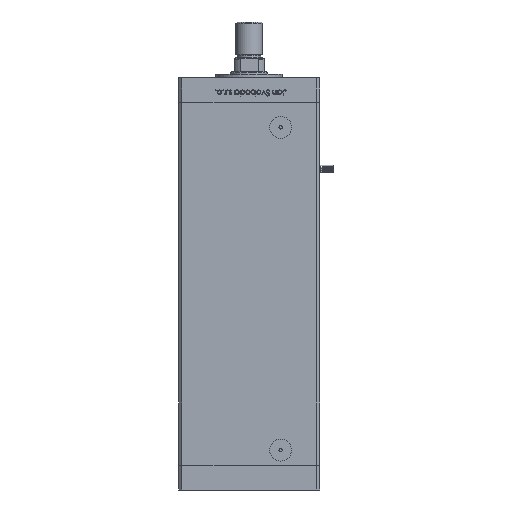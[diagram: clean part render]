
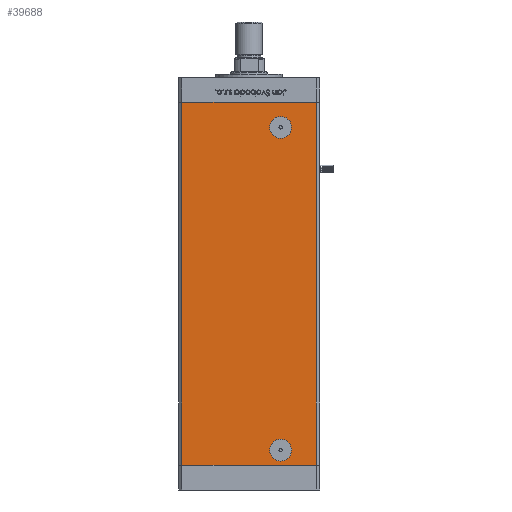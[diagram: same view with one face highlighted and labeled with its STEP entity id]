
A CAD part, front view. The second image highlights one B-rep face of the part: STEP entity #39688.
In plain terms, the highlighted planar face has unit normal (0, -1, 0).
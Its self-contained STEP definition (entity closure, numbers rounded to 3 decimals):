
#598 = EDGE_CURVE ( 'NONE', #39918, #25948, #44225, .T. ) ;
#673 = CARTESIAN_POINT ( 'NONE',  ( 19., -37.5, 9. ) ) ;
#748 = DIRECTION ( 'NONE',  ( 0., -1., 0. ) ) ;
#2731 = VERTEX_POINT ( 'NONE', #19365 ) ;
#4280 = VECTOR ( 'NONE', #46928, 1000. ) ;
#4676 = DIRECTION ( 'NONE',  ( 0., 0., -1. ) ) ;
#5067 = DIRECTION ( 'NONE',  ( 1., 0., 0. ) ) ;
#6268 = LINE ( 'NONE', #7101, #45537 ) ;
#6892 = VERTEX_POINT ( 'NONE', #28037 ) ;
#7101 = CARTESIAN_POINT ( 'NONE',  ( -40.5, -37.5, 218.5 ) ) ;
#7626 = AXIS2_PLACEMENT_3D ( 'NONE', #55367, #748, #4676 ) ;
#8145 = EDGE_CURVE ( 'NONE', #18844, #23315, #31885, .T. ) ;
#8834 = CARTESIAN_POINT ( 'NONE',  ( -40.5, -37.5, 0. ) ) ;
#9878 = CIRCLE ( 'NONE', #45854, 6.58 ) ;
#12418 = LINE ( 'NONE', #30402, #43878 ) ;
#13969 = FACE_OUTER_BOUND ( 'NONE', #53466, .T. ) ;
#15469 = AXIS2_PLACEMENT_3D ( 'NONE', #16048, #41939, #25590 ) ;
#15826 = VERTEX_POINT ( 'NONE', #25692 ) ;
#16048 = CARTESIAN_POINT ( 'NONE',  ( 19., -37.5, 203.5 ) ) ;
#17630 = FACE_BOUND ( 'NONE', #19024, .T. ) ;
#18762 = EDGE_CURVE ( 'NONE', #28499, #6892, #30856, .T. ) ;
#18844 = VERTEX_POINT ( 'NONE', #35631 ) ;
#19024 = EDGE_LOOP ( 'NONE', ( #23497, #53345 ) ) ;
#19271 = DIRECTION ( 'NONE',  ( 0., 1., 0. ) ) ;
#19359 = VECTOR ( 'NONE', #53955, 1000. ) ;
#19365 = CARTESIAN_POINT ( 'NONE',  ( 40.5, -37.5, 218.5 ) ) ;
#19493 = ORIENTED_EDGE ( 'NONE', *, *, #39093, .F. ) ;
#19775 = ORIENTED_EDGE ( 'NONE', *, *, #8145, .F. ) ;
#22178 = CARTESIAN_POINT ( 'NONE',  ( 19., -37.5, 210.08 ) ) ;
#22693 = CARTESIAN_POINT ( 'NONE',  ( -40.5, -37.5, 218.5 ) ) ;
#23315 = VERTEX_POINT ( 'NONE', #44041 ) ;
#23497 = ORIENTED_EDGE ( 'NONE', *, *, #598, .T. ) ;
#23983 = EDGE_LOOP ( 'NONE', ( #19493, #19775 ) ) ;
#24172 = EDGE_CURVE ( 'NONE', #25948, #39918, #46811, .T. ) ;
#25590 = DIRECTION ( 'NONE',  ( 0., 0., -1. ) ) ;
#25692 = CARTESIAN_POINT ( 'NONE',  ( -40.5, -37.5, 218.5 ) ) ;
#25948 = VERTEX_POINT ( 'NONE', #22178 ) ;
#26258 = EDGE_CURVE ( 'NONE', #15826, #28499, #6268, .T. ) ;
#28037 = CARTESIAN_POINT ( 'NONE',  ( 40.5, -37.5, 0. ) ) ;
#28499 = VERTEX_POINT ( 'NONE', #8834 ) ;
#28802 = ORIENTED_EDGE ( 'NONE', *, *, #18762, .T. ) ;
#29734 = ORIENTED_EDGE ( 'NONE', *, *, #53723, .F. ) ;
#30233 = CARTESIAN_POINT ( 'NONE',  ( 19., -37.5, 196.92 ) ) ;
#30302 = PLANE ( 'NONE',  #50359 ) ;
#30402 = CARTESIAN_POINT ( 'NONE',  ( -40.5, -37.5, 218.5 ) ) ;
#30441 = EDGE_CURVE ( 'NONE', #15826, #2731, #12418, .T. ) ;
#30856 = LINE ( 'NONE', #51425, #4280 ) ;
#31885 = CIRCLE ( 'NONE', #7626, 6.58 ) ;
#34518 = FACE_BOUND ( 'NONE', #23983, .T. ) ;
#35631 = CARTESIAN_POINT ( 'NONE',  ( 19., -37.5, 15.58 ) ) ;
#35927 = LINE ( 'NONE', #40172, #19359 ) ;
#39093 = EDGE_CURVE ( 'NONE', #23315, #18844, #9878, .T. ) ;
#39688 = ADVANCED_FACE ( 'NONE', ( #34518, #13969, #17630 ), #30302, .F. ) ;
#39868 = DIRECTION ( 'NONE',  ( 0., 0., 1. ) ) ;
#39918 = VERTEX_POINT ( 'NONE', #30233 ) ;
#40172 = CARTESIAN_POINT ( 'NONE',  ( 40.5, -37.5, 218.5 ) ) ;
#40603 = ORIENTED_EDGE ( 'NONE', *, *, #30441, .F. ) ;
#40877 = DIRECTION ( 'NONE',  ( 0., 0., -1. ) ) ;
#41939 = DIRECTION ( 'NONE',  ( 0., 1., 0. ) ) ;
#42621 = DIRECTION ( 'NONE',  ( 0., -1., 0. ) ) ;
#43878 = VECTOR ( 'NONE', #5067, 1000. ) ;
#44041 = CARTESIAN_POINT ( 'NONE',  ( 19., -37.5, 2.42 ) ) ;
#44225 = CIRCLE ( 'NONE', #15469, 6.58 ) ;
#44608 = CARTESIAN_POINT ( 'NONE',  ( 19., -37.5, 203.5 ) ) ;
#45537 = VECTOR ( 'NONE', #40877, 1000. ) ;
#45854 = AXIS2_PLACEMENT_3D ( 'NONE', #673, #42621, #46574 ) ;
#46574 = DIRECTION ( 'NONE',  ( 0., 0., -1. ) ) ;
#46811 = CIRCLE ( 'NONE', #54015, 6.58 ) ;
#46928 = DIRECTION ( 'NONE',  ( 1., 0., 0. ) ) ;
#49398 = DIRECTION ( 'NONE',  ( 0., 0., -1. ) ) ;
#50359 = AXIS2_PLACEMENT_3D ( 'NONE', #22693, #51981, #39868 ) ;
#51425 = CARTESIAN_POINT ( 'NONE',  ( -40.5, -37.5, 0. ) ) ;
#51722 = ORIENTED_EDGE ( 'NONE', *, *, #26258, .T. ) ;
#51981 = DIRECTION ( 'NONE',  ( 0., 1., 0. ) ) ;
#53345 = ORIENTED_EDGE ( 'NONE', *, *, #24172, .T. ) ;
#53466 = EDGE_LOOP ( 'NONE', ( #28802, #29734, #40603, #51722 ) ) ;
#53723 = EDGE_CURVE ( 'NONE', #2731, #6892, #35927, .T. ) ;
#53955 = DIRECTION ( 'NONE',  ( 0., 0., -1. ) ) ;
#54015 = AXIS2_PLACEMENT_3D ( 'NONE', #44608, #19271, #49398 ) ;
#55367 = CARTESIAN_POINT ( 'NONE',  ( 19., -37.5, 9. ) ) ;
